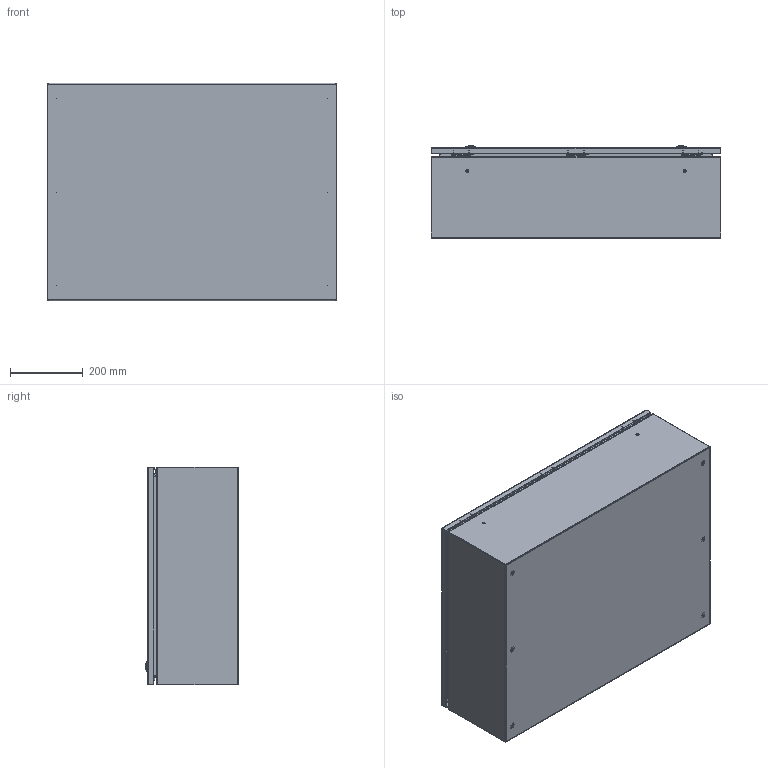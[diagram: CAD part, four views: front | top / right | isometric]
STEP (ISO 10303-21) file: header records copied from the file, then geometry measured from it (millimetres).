
FILE_DESCRIPTION(/* description */ (''),/* implementation_level */ '2;1');
FILE_NAME(/* name */ 'Шкаф SES 80.60.25.000.stp',/* time_stamp */ '2021-01-22T09:17:15+03:00',/* author */ ('KB-STEPAN'),/* organization */ (''),/* preprocessor_version */ 'ST-DEVELOPER v16.1',/* originating_system */ 'Autodesk Inventor 2016',/* authorisation */ '');
FILE_SCHEMA (('AUTOMOTIVE_DESIGN { 1 0 10303 214 3 1 1 }'));
Length unit declared in the file: millimetre
Products named in the file (1): Деталь10
Bounding box: 800 x 255.5 x 600.51 mm (x, y, z)
Volume: 3565258.7 mm3; surface area: 4410718.4 mm2
Topology: 3 solids, 20 shells, 1637 faces, 4092 edges, 2527 vertices
Faces by surface type: plane 957, cylinder 434, cone 155, bspline 73, torus 18
Full cylindrical faces by diameter (mm): 1 x17, 3.8 x2, 4.917 x2, 5 x15, 5.2 x6, 5.3 x6, 5.5 x6, 6 x21, 6.4 x6, 7.5 x6, 8 x29, 8.4 x12, 8.7 x2, 9 x6, 12 x12, 16 x12, 27 x2, 33 x2
Entity records: 48903 total; most frequent: CARTESIAN_POINT 11273, DIRECTION 7344, ORIENTED_EDGE 7252, EDGE_CURVE 3623, AXIS2_PLACEMENT_3D 2779, VERTEX_POINT 2380, EDGE_LOOP 2156, LINE 1786
